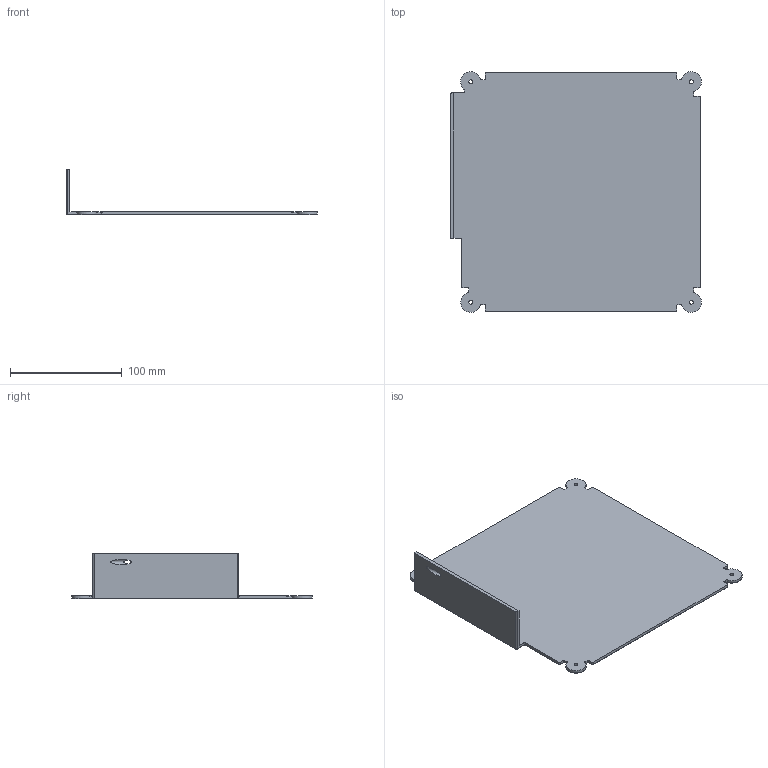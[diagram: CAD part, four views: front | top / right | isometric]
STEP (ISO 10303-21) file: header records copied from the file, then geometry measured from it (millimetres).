
FILE_DESCRIPTION(/* description */ (''),/* implementation_level */ '2;1');
FILE_NAME(/* name */ 'V0.1 Trident skirt bottom v4.step',/* time_stamp */ '2023-06-08T21:36:05+01:00',/* author */ (''),/* organization */ (''),/* preprocessor_version */ 'ST-DEVELOPER v19.2',/* originating_system */ 'Autodesk Translation Framework v12.6.0.85',/* authorisation */ '');
FILE_SCHEMA (('AUTOMOTIVE_DESIGN { 1 0 10303 214 3 1 1 }'));
Length unit declared in the file: millimetre
Products named in the file (1): V0.1 Trident skirt bottom
Bounding box: 223.98 x 214.97 x 41 mm (x, y, z)
Volume: 153748.5 mm3; surface area: 105618 mm2
Topology: 1 solids, 1 shells, 113 faces, 281 edges, 153 vertices
Faces by surface type: cylinder 57, bspline 26, plane 26, torus 4
Full cylindrical faces by diameter (mm): 3.5 x4, 4.5 x1
Entity records: 3812 total; most frequent: CARTESIAN_POINT 1224, DIRECTION 543, ORIENTED_EDGE 528, EDGE_CURVE 264, AXIS2_PLACEMENT_3D 207, VERTEX_POINT 153, LINE 129, VECTOR 129
